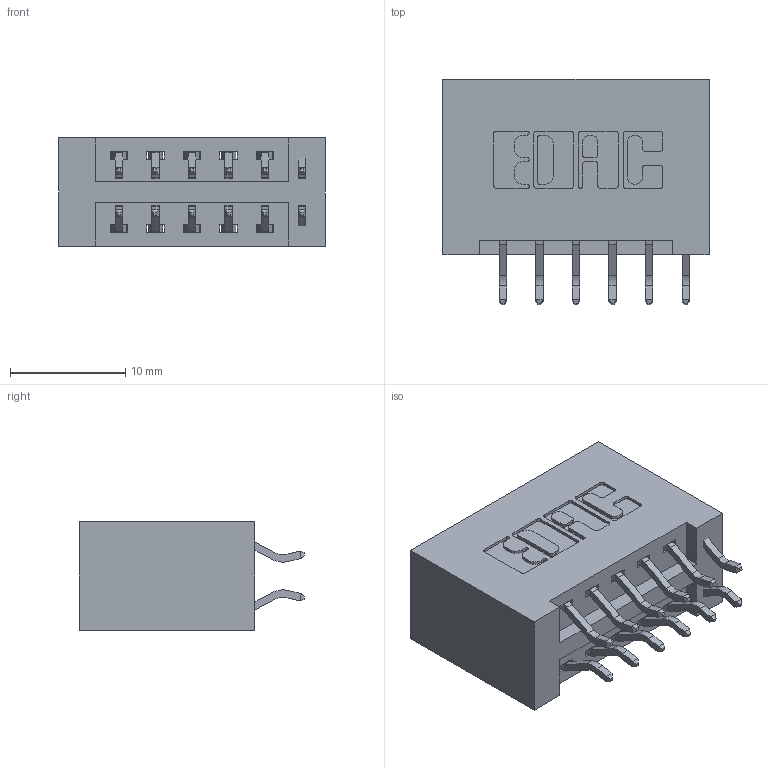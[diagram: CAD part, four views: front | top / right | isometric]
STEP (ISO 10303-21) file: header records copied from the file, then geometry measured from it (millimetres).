
FILE_DESCRIPTION (( 'STEP AP203' ), '1' );
FILE_NAME ('346-012-556-201.STEP', '2022-05-17T20:29:32', ( '' ), ( '' ), 'SwSTEP 2.0', 'SolidWorks 2020', '' );
FILE_SCHEMA (( 'CONFIG_CONTROL_DESIGN' ));
Length unit declared in the file: inch
Products named in the file (3): 346-012-556-201; 346 Part_No Mounting Lugs; 345-292-001_556 Tail
Assembly tree (13 placements, depth 2):
  346-012-556-201
    346 Part_No Mounting Lugs
    345-292-001_556 Tail  x12
Bounding box: 23.11 x 19.57 x 9.4 mm (x, y, z)
Volume: 2557.3 mm3; surface area: 3189.5 mm2
Topology: 13 solids, 13 shells, 798 faces, 2339 edges, 1542 vertices
Faces by surface type: plane 530, cylinder 268
Entity records: 8251 total; most frequent: CARTESIAN_POINT 1414, ORIENTED_EDGE 1334, DIRECTION 1283, EDGE_CURVE 667, LINE 515, VECTOR 515, VERTEX_POINT 442, AXIS2_PLACEMENT_3D 384
